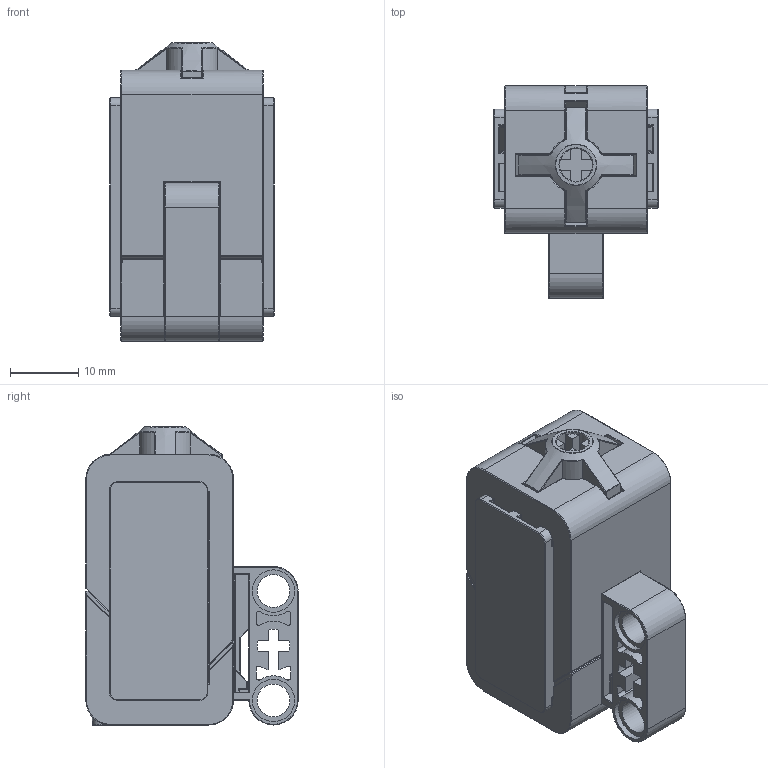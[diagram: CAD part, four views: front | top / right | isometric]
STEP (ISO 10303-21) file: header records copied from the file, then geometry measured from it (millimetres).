
FILE_DESCRIPTION(/* description */ (''),/* implementation_level */ '2;1');
FILE_NAME(/* name */ '95648.stp',/* time_stamp */ '2016-12-08T14:29:17-08:00',/* author */ ('kohfeld'),/* organization */ (''),/* preprocessor_version */ 'ST-DEVELOPER v16.1',/* originating_system */ 'Autodesk Inventor 2016',/* authorisation */ '');
FILE_SCHEMA (('AUTOMOTIVE_DESIGN { 1 0 10303 214 3 1 1 }'));
Length unit declared in the file: millimetre
Products named in the file (7): 99377-LtBluishGray; 99376-White; 54732b-LtBluishGray; 99385-LtBluishGray; 99385c01; 99386-Red; 95648
Assembly tree (6 placements, depth 3):
  95648
    99385c01
      99377-LtBluishGray
      99376-White
      54732b-LtBluishGray
      99385-LtBluishGray
    99386-Red
Bounding box: 24 x 31.04 x 43.6 mm (x, y, z)
Volume: 10559.2 mm3; surface area: 17065.5 mm2
Topology: 5 solids, 5 shells, 1357 faces, 3127 edges, 1778 vertices
Faces by surface type: cylinder 681, plane 388, sphere 204, torus 69, bspline 14, cone 1
Full cylindrical faces by diameter (mm): 0.58 x12, 3.6 x1, 4.8 x3, 6.2 x4, 6.4 x1
Entity records: 38276 total; most frequent: CARTESIAN_POINT 7123, DIRECTION 6960, ORIENTED_EDGE 6196, EDGE_CURVE 3092, AXIS2_PLACEMENT_3D 2605, VERTEX_POINT 1769, LINE 1750, VECTOR 1750
